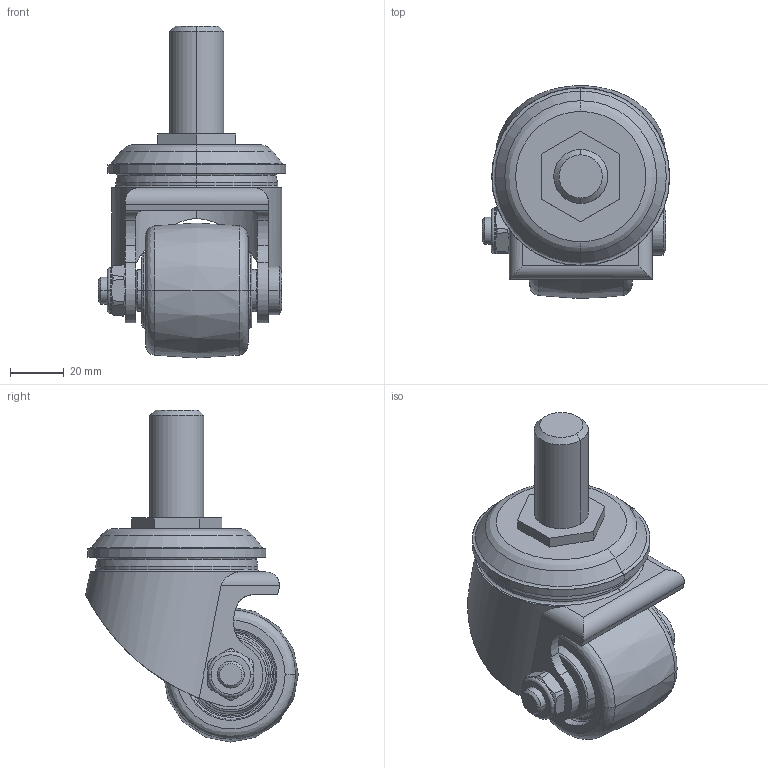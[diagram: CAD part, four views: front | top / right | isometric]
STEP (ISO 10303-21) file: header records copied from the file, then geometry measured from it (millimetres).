
FILE_DESCRIPTION( (''), '2;1');
FILE_NAME ('PC003.47324.TCA_540SA_NRB50_5970.stp','2024-04-25T16:46:27',(''),(''),'spGate 19.8.4 (****-****-****-****)','','');
FILE_SCHEMA (('AUTOMOTIVE_DESIGN'));
Length unit declared in the file: millimetre
Products named in the file (3): Assembly; body; wheel
Assembly tree (2 placements, depth 2):
  Assembly
    body
    wheel
Bounding box: 69.5 x 78.71 x 123 mm (x, y, z)
Volume: 172145.3 mm3; surface area: 38003.5 mm2
Topology: 2 solids, 2 shells, 171 faces, 379 edges, 232 vertices
Faces by surface type: bspline 78, cylinder 49, plane 44
Entity records: 8987 total; most frequent: CARTESIAN_POINT 2457, ORIENTED_EDGE 758, DIRECTION 613, COLOUR_RGB 552, PRESENTATION_STYLE_ASSIGNMENT 552, STYLED_ITEM 552, EDGE_CURVE 379, DRAUGHTING_PRE_DEFINED_CURVE_FONT 379
